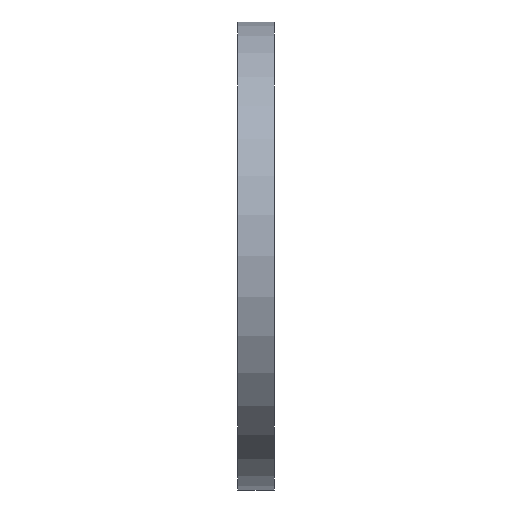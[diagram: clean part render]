
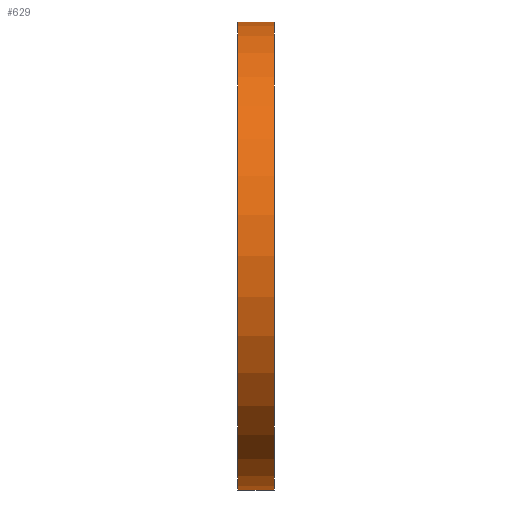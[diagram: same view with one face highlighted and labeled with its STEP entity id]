
A CAD part, left-side view. The second image highlights one B-rep face of the part: STEP entity #629.
In plain terms, the highlighted cylindrical face has radius 142.5 mm (diameter 285 mm), a partial arc.
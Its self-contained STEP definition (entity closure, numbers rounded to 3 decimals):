
#6 = CIRCLE ( 'NONE', #115, 142.5 ) ;
#8 = VERTEX_POINT ( 'NONE', #383 ) ;
#58 = LINE ( 'NONE', #516, #644 ) ;
#95 = CARTESIAN_POINT ( 'NONE',  ( 0., 22., -142.5 ) ) ;
#109 = DIRECTION ( 'NONE',  ( 0., -1., 0. ) ) ;
#115 = AXIS2_PLACEMENT_3D ( 'NONE', #428, #498, #215 ) ;
#124 = VERTEX_POINT ( 'NONE', #95 ) ;
#134 = CARTESIAN_POINT ( 'NONE',  ( 0., 22., 142.5 ) ) ;
#193 = EDGE_CURVE ( 'NONE', #124, #463, #449, .T. ) ;
#206 = ORIENTED_EDGE ( 'NONE', *, *, #710, .F. ) ;
#214 = VECTOR ( 'NONE', #109, 1000. ) ;
#215 = DIRECTION ( 'NONE',  ( 0., 0., 1. ) ) ;
#230 = DIRECTION ( 'NONE',  ( 0., 0., -1. ) ) ;
#249 = EDGE_LOOP ( 'NONE', ( #206, #745, #712, #314 ) ) ;
#264 = CARTESIAN_POINT ( 'NONE',  ( 0., 0., 142.5 ) ) ;
#281 = DIRECTION ( 'NONE',  ( 0., 0., 1. ) ) ;
#291 = CARTESIAN_POINT ( 'NONE',  ( 0., 22., -142.5 ) ) ;
#310 = AXIS2_PLACEMENT_3D ( 'NONE', #627, #340, #230 ) ;
#314 = ORIENTED_EDGE ( 'NONE', *, *, #622, .T. ) ;
#340 = DIRECTION ( 'NONE',  ( 0., -1., 0. ) ) ;
#348 = CARTESIAN_POINT ( 'NONE',  ( 0., 22., 0. ) ) ;
#383 = CARTESIAN_POINT ( 'NONE',  ( 0., 0., -142.5 ) ) ;
#387 = CYLINDRICAL_SURFACE ( 'NONE', #310, 142.5 ) ;
#428 = CARTESIAN_POINT ( 'NONE',  ( 0., 0., 0. ) ) ;
#446 = FACE_OUTER_BOUND ( 'NONE', #249, .T. ) ;
#449 = CIRCLE ( 'NONE', #548, 142.5 ) ;
#450 = DIRECTION ( 'NONE',  ( 0., -1., 0. ) ) ;
#463 = VERTEX_POINT ( 'NONE', #134 ) ;
#465 = DIRECTION ( 'NONE',  ( 0., 1., 0. ) ) ;
#498 = DIRECTION ( 'NONE',  ( 0., 1., 0. ) ) ;
#501 = VERTEX_POINT ( 'NONE', #264 ) ;
#516 = CARTESIAN_POINT ( 'NONE',  ( 0., 22., 142.5 ) ) ;
#548 = AXIS2_PLACEMENT_3D ( 'NONE', #348, #465, #281 ) ;
#622 = EDGE_CURVE ( 'NONE', #8, #501, #6, .T. ) ;
#627 = CARTESIAN_POINT ( 'NONE',  ( 0., 22., 0. ) ) ;
#629 = ADVANCED_FACE ( 'NONE', ( #446 ), #387, .T. ) ;
#638 = LINE ( 'NONE', #291, #214 ) ;
#644 = VECTOR ( 'NONE', #450, 1000. ) ;
#706 = EDGE_CURVE ( 'NONE', #124, #8, #638, .T. ) ;
#710 = EDGE_CURVE ( 'NONE', #463, #501, #58, .T. ) ;
#712 = ORIENTED_EDGE ( 'NONE', *, *, #706, .T. ) ;
#745 = ORIENTED_EDGE ( 'NONE', *, *, #193, .F. ) ;
